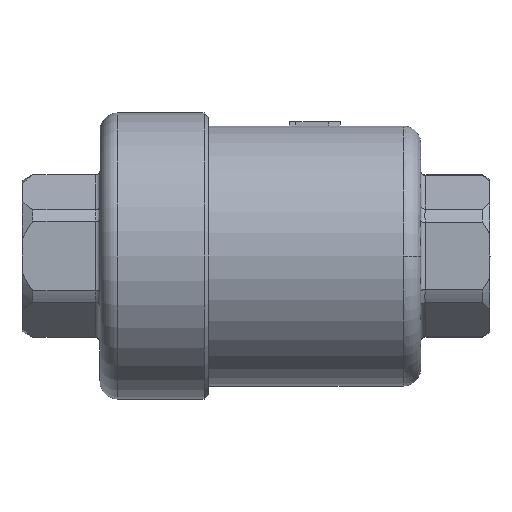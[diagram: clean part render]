
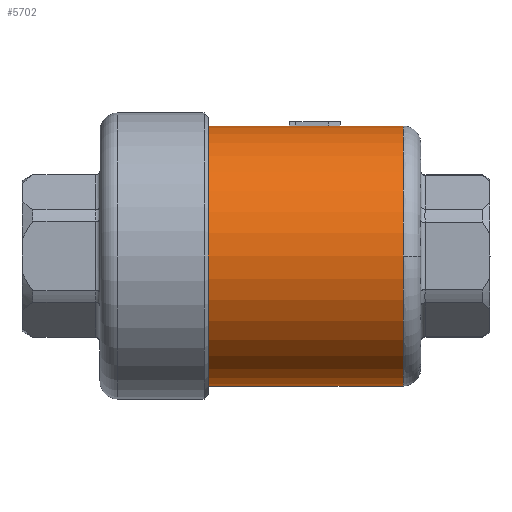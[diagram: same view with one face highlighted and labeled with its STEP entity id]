
A CAD part, left-side view. The second image highlights one B-rep face of the part: STEP entity #5702.
In plain terms, the highlighted cylindrical face has radius 15 mm (diameter 30 mm), a partial arc.
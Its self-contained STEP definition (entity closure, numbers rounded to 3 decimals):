
#1610 = CARTESIAN_POINT ( 'NONE',  ( 0., -19.632, 15. ) ) ;
#1616 = CARTESIAN_POINT ( 'NONE',  ( 0., -10., 15. ) ) ;
#1620 = CARTESIAN_POINT ( 'NONE',  ( 0., -10., -15. ) ) ;
#1637 = CARTESIAN_POINT ( 'NONE',  ( -0.381, -23.825, 14.995 ) ) ;
#1649 = CARTESIAN_POINT ( 'NONE',  ( -0.381, -20.111, 14.995 ) ) ;
#1651 = CARTESIAN_POINT ( 'NONE',  ( -0.559, -19.323, 14.99 ) ) ;
#1652 = CARTESIAN_POINT ( 'NONE',  ( -0.782, -23.825, 14.98 ) ) ;
#1654 = CARTESIAN_POINT ( 'NONE',  ( 0., -32.5, -15. ) ) ;
#1673 = CARTESIAN_POINT ( 'NONE',  ( 0., -25.25, 15. ) ) ;
#1729 = CARTESIAN_POINT ( 'NONE',  ( -15., -32.5, 0. ) ) ;
#1790 =( BOUNDED_CURVE ( )  B_SPLINE_CURVE ( 3, ( #4825, #4827, #4829, #4830 ),
 .UNSPECIFIED., .F., .F. ) 
 B_SPLINE_CURVE_WITH_KNOTS ( ( 4, 4 ),
 ( 1.534, 1.571 ),
 .UNSPECIFIED. ) 
 CURVE ( )  GEOMETRIC_REPRESENTATION_ITEM ( )  RATIONAL_B_SPLINE_CURVE ( ( 1., 1., 1., 1. ) ) 
 REPRESENTATION_ITEM ( '' )  );
#1793 =( BOUNDED_CURVE ( )  B_SPLINE_CURVE ( 3, ( #5149, #5150, #4811, #4812 ),
 .UNSPECIFIED., .F., .F. ) 
 B_SPLINE_CURVE_WITH_KNOTS ( ( 4, 4 ),
 ( 4.712, 4.765 ),
 .UNSPECIFIED. ) 
 CURVE ( )  GEOMETRIC_REPRESENTATION_ITEM ( )  RATIONAL_B_SPLINE_CURVE ( ( 1., 1., 1., 1. ) ) 
 REPRESENTATION_ITEM ( '' )  );
#1799 =( BOUNDED_CURVE ( )  B_SPLINE_CURVE ( 3, ( #4818, #4819, #4820, #4821 ),
 .UNSPECIFIED., .F., .T. ) 
 B_SPLINE_CURVE_WITH_KNOTS ( ( 4, 4 ),
 ( 4.738, 4.75 ),
 .UNSPECIFIED. ) 
 CURVE ( )  GEOMETRIC_REPRESENTATION_ITEM ( )  RATIONAL_B_SPLINE_CURVE ( ( 1., 1., 1., 1. ) ) 
 REPRESENTATION_ITEM ( '' )  );
#3332 = FACE_OUTER_BOUND ( 'NONE', #5330, .T. ) ;
#3333 = CYLINDRICAL_SURFACE ( 'NONE', #6779, 15. ) ;
#3504 = VERTEX_POINT ( 'NONE', #4479 ) ;
#3571 = VERTEX_POINT ( 'NONE', #1729 ) ;
#3878 = EDGE_CURVE ( 'NONE', #3571, #3504, #5539, .T. ) ;
#3938 = EDGE_CURVE ( 'NONE', #6592, #3571, #5604, .T. ) ;
#3939 = EDGE_CURVE ( 'NONE', #3504, #6626, #5603, .T. ) ;
#3940 = EDGE_CURVE ( 'NONE', #6626, #6589, #1793, .T. ) ;
#3941 = EDGE_CURVE ( 'NONE', #6589, #6552, #5607, .T. ) ;
#3942 = EDGE_CURVE ( 'NONE', #6552, #6579, #5606, .T. ) ;
#3943 = EDGE_CURVE ( 'NONE', #6579, #6581, #1799, .T. ) ;
#3944 = EDGE_CURVE ( 'NONE', #6581, #6488, #1790, .T. ) ;
#3945 = EDGE_CURVE ( 'NONE', #6488, #6501, #5609, .T. ) ;
#3946 = EDGE_CURVE ( 'NONE', #6501, #6512, #5612, .T. ) ;
#3947 = EDGE_CURVE ( 'NONE', #6592, #6512, #5611, .T. ) ;
#4433 = CARTESIAN_POINT ( 'NONE',  ( 0., -32.5, 0. ) ) ;
#4434 = DIRECTION ( 'NONE',  ( 0., 1., 0. ) ) ;
#4435 = DIRECTION ( 'NONE',  ( 0., 0., -1. ) ) ;
#4479 = CARTESIAN_POINT ( 'NONE',  ( 0., -32.5, 15. ) ) ;
#4646 = AXIS2_PLACEMENT_3D ( 'NONE', #4839, #4841, #4843 ) ;
#4647 = AXIS2_PLACEMENT_3D ( 'NONE', #4813, #4814, #4815 ) ;
#4648 = AXIS2_PLACEMENT_3D ( 'NONE', #5144, #5145, #5146 ) ;
#4811 = CARTESIAN_POINT ( 'NONE',  ( -0.522, -24.299, 14.993 ) ) ;
#4812 = CARTESIAN_POINT ( 'NONE',  ( -0.782, -23.825, 14.98 ) ) ;
#4813 = CARTESIAN_POINT ( 'NONE',  ( 0., -23.825, 0. ) ) ;
#4814 = DIRECTION ( 'NONE',  ( 0., 1., 0. ) ) ;
#4815 = DIRECTION ( 'NONE',  ( 0., 0., -1. ) ) ;
#4816 = CARTESIAN_POINT ( 'NONE',  ( -0.381, -20.5, 14.995 ) ) ;
#4817 = DIRECTION ( 'NONE',  ( 0., 1., 0. ) ) ;
#4818 = CARTESIAN_POINT ( 'NONE',  ( -0.381, -20.111, 14.995 ) ) ;
#4819 = CARTESIAN_POINT ( 'NONE',  ( -0.44, -19.848, 14.994 ) ) ;
#4820 = CARTESIAN_POINT ( 'NONE',  ( -0.5, -19.586, 14.992 ) ) ;
#4821 = CARTESIAN_POINT ( 'NONE',  ( -0.559, -19.323, 14.99 ) ) ;
#4825 = CARTESIAN_POINT ( 'NONE',  ( -0.559, -19.323, 14.99 ) ) ;
#4827 = CARTESIAN_POINT ( 'NONE',  ( -0.373, -19.426, 14.997 ) ) ;
#4829 = CARTESIAN_POINT ( 'NONE',  ( -0.187, -19.529, 15. ) ) ;
#4830 = CARTESIAN_POINT ( 'NONE',  ( 0., -19.632, 15. ) ) ;
#4835 = CARTESIAN_POINT ( 'NONE',  ( 0., -32.5, 15. ) ) ;
#4837 = DIRECTION ( 'NONE',  ( 0., 1., 0. ) ) ;
#4839 = CARTESIAN_POINT ( 'NONE',  ( 0., -10., 0. ) ) ;
#4841 = DIRECTION ( 'NONE',  ( 0., -1., 0. ) ) ;
#4843 = DIRECTION ( 'NONE',  ( 0., 0., 1. ) ) ;
#4845 = CARTESIAN_POINT ( 'NONE',  ( 0., -32.5, -15. ) ) ;
#4847 = DIRECTION ( 'NONE',  ( 0., 1., 0. ) ) ;
#5144 = CARTESIAN_POINT ( 'NONE',  ( 0., -32.5, 0. ) ) ;
#5145 = DIRECTION ( 'NONE',  ( 0., 1., 0. ) ) ;
#5146 = DIRECTION ( 'NONE',  ( 0., 0., -1. ) ) ;
#5147 = CARTESIAN_POINT ( 'NONE',  ( 0., -32.5, 15. ) ) ;
#5148 = DIRECTION ( 'NONE',  ( 0., 1., 0. ) ) ;
#5149 = CARTESIAN_POINT ( 'NONE',  ( 0., -25.25, 15. ) ) ;
#5150 = CARTESIAN_POINT ( 'NONE',  ( -0.261, -24.775, 15. ) ) ;
#5330 = EDGE_LOOP ( 'NONE', ( #5795, #5839, #5776, #5760, #5769, #5757, #5748, #5755, #5758, #5762, #5710 ) ) ;
#5539 = CIRCLE ( 'NONE', #5915, 15. ) ;
#5603 = LINE ( 'NONE', #5147, #5605 ) ;
#5604 = CIRCLE ( 'NONE', #4648, 15. ) ;
#5605 = VECTOR ( 'NONE', #5148, 1000. ) ;
#5606 = LINE ( 'NONE', #4816, #5608 ) ;
#5607 = CIRCLE ( 'NONE', #4647, 15. ) ;
#5608 = VECTOR ( 'NONE', #4817, 1000. ) ;
#5609 = LINE ( 'NONE', #4835, #5610 ) ;
#5610 = VECTOR ( 'NONE', #4837, 1000. ) ;
#5611 = LINE ( 'NONE', #4845, #5613 ) ;
#5612 = CIRCLE ( 'NONE', #4646, 15. ) ;
#5613 = VECTOR ( 'NONE', #4847, 1000. ) ;
#5702 = ADVANCED_FACE ( 'NONE', ( #3332 ), #3333, .T. ) ;
#5710 = ORIENTED_EDGE ( 'NONE', *, *, #3947, .F. ) ;
#5748 = ORIENTED_EDGE ( 'NONE', *, *, #3943, .T. ) ;
#5755 = ORIENTED_EDGE ( 'NONE', *, *, #3944, .T. ) ;
#5757 = ORIENTED_EDGE ( 'NONE', *, *, #3942, .T. ) ;
#5758 = ORIENTED_EDGE ( 'NONE', *, *, #3945, .T. ) ;
#5760 = ORIENTED_EDGE ( 'NONE', *, *, #3940, .T. ) ;
#5762 = ORIENTED_EDGE ( 'NONE', *, *, #3946, .T. ) ;
#5769 = ORIENTED_EDGE ( 'NONE', *, *, #3941, .T. ) ;
#5776 = ORIENTED_EDGE ( 'NONE', *, *, #3939, .T. ) ;
#5795 = ORIENTED_EDGE ( 'NONE', *, *, #3938, .T. ) ;
#5839 = ORIENTED_EDGE ( 'NONE', *, *, #3878, .T. ) ;
#5915 = AXIS2_PLACEMENT_3D ( 'NONE', #4433, #4434, #4435 ) ;
#6488 = VERTEX_POINT ( 'NONE', #1610 ) ;
#6501 = VERTEX_POINT ( 'NONE', #1616 ) ;
#6512 = VERTEX_POINT ( 'NONE', #1620 ) ;
#6552 = VERTEX_POINT ( 'NONE', #1637 ) ;
#6579 = VERTEX_POINT ( 'NONE', #1649 ) ;
#6581 = VERTEX_POINT ( 'NONE', #1651 ) ;
#6589 = VERTEX_POINT ( 'NONE', #1652 ) ;
#6592 = VERTEX_POINT ( 'NONE', #1654 ) ;
#6626 = VERTEX_POINT ( 'NONE', #1673 ) ;
#6779 = AXIS2_PLACEMENT_3D ( 'NONE', #7199, #7201, #7203 ) ;
#7199 = CARTESIAN_POINT ( 'NONE',  ( 0., -32.5, 0. ) ) ;
#7201 = DIRECTION ( 'NONE',  ( 0., 1., 0. ) ) ;
#7203 = DIRECTION ( 'NONE',  ( 0., 0., -1. ) ) ;
